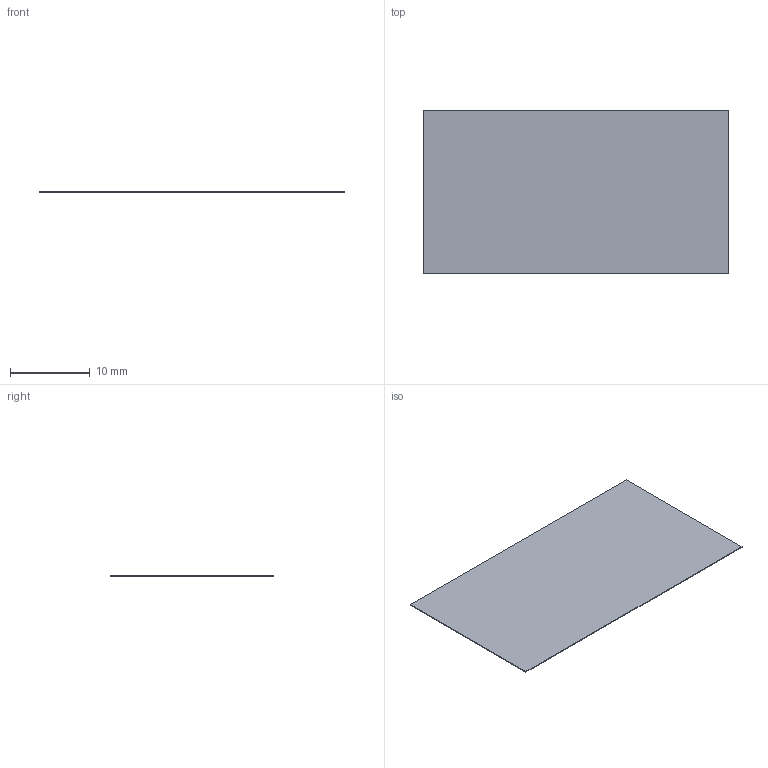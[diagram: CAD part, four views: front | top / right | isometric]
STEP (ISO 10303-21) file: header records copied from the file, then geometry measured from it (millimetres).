
FILE_DESCRIPTION(/* description */ (''),/* implementation_level */ '2;1');
FILE_NAME(/* name */ 'omvh732_front_fod_filter_v1.step',/* time_stamp */ '2023-01-28T13:14:24-08:00',/* author */ (''),/* organization */ (''),/* preprocessor_version */ 'ST-DEVELOPER v19.2',/* originating_system */ 'Autodesk Translation Framework v11.17.0.187',/* authorisation */ '');
FILE_SCHEMA (('AUTOMOTIVE_DESIGN { 1 0 10303 214 3 1 1 }'));
Length unit declared in the file: millimetre
Products named in the file (1): omvh732_front_fod_filter
Bounding box: 38.22 x 20.51 x 0.1 mm (x, y, z)
Volume: 78.4 mm3; surface area: 1579.8 mm2
Topology: 1 solids, 1 shells, 6 faces, 16 edges, 12 vertices
Faces by surface type: plane 6
Entity records: 232 total; most frequent: CARTESIAN_POINT 35, ORIENTED_EDGE 32, DIRECTION 30, LINE 16, VECTOR 16, EDGE_CURVE 16, VERTEX_POINT 12, AXIS2_PLACEMENT_3D 7
